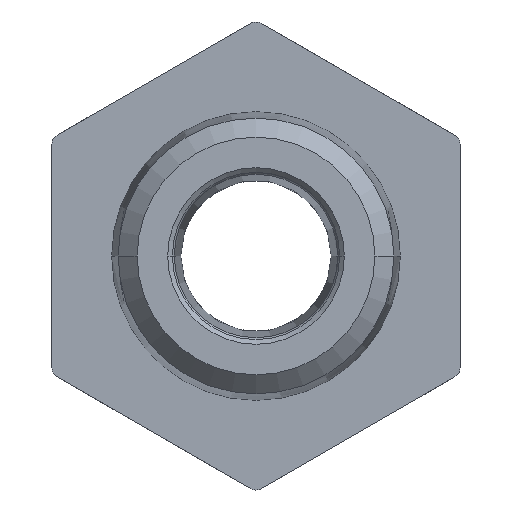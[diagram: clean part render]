
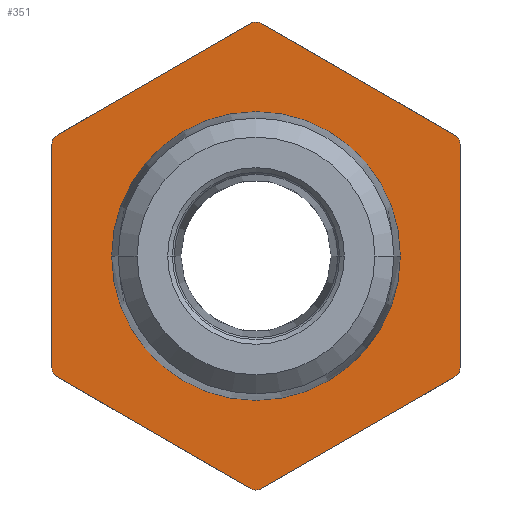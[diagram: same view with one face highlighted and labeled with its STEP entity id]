
A CAD part, front view. The second image highlights one B-rep face of the part: STEP entity #351.
In plain terms, the highlighted planar face has unit normal (0, -1, 0).
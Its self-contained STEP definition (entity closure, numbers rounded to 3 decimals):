
#351=ADVANCED_FACE('',(#805,#806),#807,.F.);
#805=FACE_OUTER_BOUND('',#1800,.T.);
#806=FACE_BOUND('',#1801,.T.);
#807=PLANE('',#1802);
#1800=EDGE_LOOP('',(#3167,#3168,#3169,#3170,#3171,#3172,#3173,#3174,#3175,#3176,#3177,#3178));
#1801=EDGE_LOOP('',(#3179,#3180));
#1802=AXIS2_PLACEMENT_3D('',#3181,#3182,#3183);
#3167=ORIENTED_EDGE('',*,*,#4296,.T.);
#3168=ORIENTED_EDGE('',*,*,#4472,.F.);
#3169=ORIENTED_EDGE('',*,*,#4473,.T.);
#3170=ORIENTED_EDGE('',*,*,#4385,.F.);
#3171=ORIENTED_EDGE('',*,*,#4474,.T.);
#3172=ORIENTED_EDGE('',*,*,#4198,.F.);
#3173=ORIENTED_EDGE('',*,*,#4345,.T.);
#3174=ORIENTED_EDGE('',*,*,#4475,.F.);
#3175=ORIENTED_EDGE('',*,*,#4476,.T.);
#3176=ORIENTED_EDGE('',*,*,#4477,.F.);
#3177=ORIENTED_EDGE('',*,*,#4478,.T.);
#3178=ORIENTED_EDGE('',*,*,#4479,.F.);
#3179=ORIENTED_EDGE('',*,*,#4480,.F.);
#3180=ORIENTED_EDGE('',*,*,#4184,.F.);
#3181=CARTESIAN_POINT('',(0.0,0.0,0.0));
#3182=DIRECTION('',(0.0,1.0,0.0));
#3183=DIRECTION('',(1.0,0.0,-0.0));
#4184=EDGE_CURVE('',#4897,#4899,#4900,.T.);
#4198=EDGE_CURVE('',#4921,#4923,#4924,.T.);
#4296=EDGE_CURVE('',#5080,#5078,#5081,.T.);
#4345=EDGE_CURVE('',#4921,#5161,#5163,.T.);
#4385=EDGE_CURVE('',#5231,#5233,#5234,.T.);
#4472=EDGE_CURVE('',#5374,#5078,#5375,.T.);
#4473=EDGE_CURVE('',#5374,#5233,#5376,.T.);
#4474=EDGE_CURVE('',#5231,#4923,#5377,.T.);
#4475=EDGE_CURVE('',#5378,#5161,#5379,.T.);
#4476=EDGE_CURVE('',#5378,#5380,#5381,.T.);
#4477=EDGE_CURVE('',#5382,#5380,#5383,.T.);
#4478=EDGE_CURVE('',#5382,#5384,#5385,.T.);
#4479=EDGE_CURVE('',#5080,#5384,#5386,.T.);
#4480=EDGE_CURVE('',#4899,#4897,#5387,.T.);
#4897=VERTEX_POINT('',#6003);
#4899=VERTEX_POINT('',#6006);
#4900=CIRCLE('',#6007,6.716);
#4921=VERTEX_POINT('',#6162);
#4923=VERTEX_POINT('',#6165);
#4924=LINE('',#6166,#6167);
#5078=VERTEX_POINT('',#6401);
#5080=VERTEX_POINT('',#6404);
#5081=CIRCLE('',#6405,0.5);
#5161=VERTEX_POINT('',#6530);
#5163=CIRCLE('',#6533,0.5);
#5231=VERTEX_POINT('',#6772);
#5233=VERTEX_POINT('',#6775);
#5234=LINE('',#6776,#6777);
#5374=VERTEX_POINT('',#7078);
#5375=LINE('',#7079,#7080);
#5376=CIRCLE('',#7081,0.5);
#5377=CIRCLE('',#7082,0.5);
#5378=VERTEX_POINT('',#7083);
#5379=LINE('',#7084,#7085);
#5380=VERTEX_POINT('',#7086);
#5381=CIRCLE('',#7087,0.5);
#5382=VERTEX_POINT('',#7088);
#5383=LINE('',#7089,#7090);
#5384=VERTEX_POINT('',#7091);
#5385=CIRCLE('',#7092,0.5);
#5386=LINE('',#7093,#7094);
#5387=CIRCLE('',#7095,6.716);
#6003=CARTESIAN_POINT('',(6.716,0.,0.));
#6006=CARTESIAN_POINT('',(-6.716,0.0,0.0));
#6007=AXIS2_PLACEMENT_3D('',#7799,#7800,#7801);
#6162=CARTESIAN_POINT('',(-9.25,0.0,5.629));
#6165=CARTESIAN_POINT('',(-0.25,0.0,10.825));
#6166=CARTESIAN_POINT('',(-9.25,0.0,5.629));
#6167=VECTOR('',#7811,10.392);
#6401=CARTESIAN_POINT('',(9.5,0.0,-5.196));
#6404=CARTESIAN_POINT('',(9.25,0.0,-5.629));
#6405=AXIS2_PLACEMENT_3D('',#7932,#7933,#7934);
#6530=CARTESIAN_POINT('',(-9.5,0.0,5.196));
#6533=AXIS2_PLACEMENT_3D('',#7996,#7997,#7998);
#6772=CARTESIAN_POINT('',(0.25,0.0,10.825));
#6775=CARTESIAN_POINT('',(9.25,0.0,5.629));
#6776=CARTESIAN_POINT('',(0.25,0.0,10.825));
#6777=VECTOR('',#8057,10.392);
#7078=CARTESIAN_POINT('',(9.5,0.0,5.196));
#7079=CARTESIAN_POINT('',(9.5,0.0,5.196));
#7080=VECTOR('',#8141,10.392);
#7081=AXIS2_PLACEMENT_3D('',#8142,#8143,#8144);
#7082=AXIS2_PLACEMENT_3D('',#8145,#8146,#8147);
#7083=CARTESIAN_POINT('',(-9.5,0.0,-5.196));
#7084=CARTESIAN_POINT('',(-9.5,0.0,-5.196));
#7085=VECTOR('',#8148,10.392);
#7086=CARTESIAN_POINT('',(-9.25,0.0,-5.629));
#7087=AXIS2_PLACEMENT_3D('',#8149,#8150,#8151);
#7088=CARTESIAN_POINT('',(-0.25,0.0,-10.825));
#7089=CARTESIAN_POINT('',(-0.25,0.0,-10.825));
#7090=VECTOR('',#8152,10.392);
#7091=CARTESIAN_POINT('',(0.25,0.0,-10.825));
#7092=AXIS2_PLACEMENT_3D('',#8153,#8154,#8155);
#7093=CARTESIAN_POINT('',(9.25,0.0,-5.629));
#7094=VECTOR('',#8156,10.392);
#7095=AXIS2_PLACEMENT_3D('',#8157,#8158,#8159);
#7799=CARTESIAN_POINT('',(0.0,0.,0.0));
#7800=DIRECTION('',(0.0,-1.0,0.0));
#7801=DIRECTION('',(1.0,0.0,0.0));
#7811=DIRECTION('',(0.866,0.0,0.5));
#7932=CARTESIAN_POINT('',(9.0,0.0,-5.196));
#7933=DIRECTION('',(0.0,-1.0,0.0));
#7934=DIRECTION('',(0.5,0.0,-0.866));
#7996=CARTESIAN_POINT('',(-9.0,0.0,5.196));
#7997=DIRECTION('',(0.0,-1.0,0.0));
#7998=DIRECTION('',(-0.5,0.0,0.866));
#8057=DIRECTION('',(0.866,0.0,-0.5));
#8141=DIRECTION('',(0.0,0.0,-1.0));
#8142=CARTESIAN_POINT('',(9.0,0.0,5.196));
#8143=DIRECTION('',(0.0,-1.0,0.0));
#8144=DIRECTION('',(1.0,0.0,0.0));
#8145=CARTESIAN_POINT('',(0.0,0.0,10.392));
#8146=DIRECTION('',(0.0,-1.0,0.0));
#8147=DIRECTION('',(0.5,0.0,0.866));
#8148=DIRECTION('',(0.0,0.0,1.0));
#8149=CARTESIAN_POINT('',(-9.0,0.0,-5.196));
#8150=DIRECTION('',(0.0,-1.0,0.0));
#8151=DIRECTION('',(-1.0,0.0,0.0));
#8152=DIRECTION('',(-0.866,0.0,0.5));
#8153=CARTESIAN_POINT('',(0.0,0.0,-10.392));
#8154=DIRECTION('',(0.0,-1.0,-0.0));
#8155=DIRECTION('',(-0.5,0.0,-0.866));
#8156=DIRECTION('',(-0.866,0.0,-0.5));
#8157=CARTESIAN_POINT('',(0.0,0.,0.0));
#8158=DIRECTION('',(0.0,-1.0,0.0));
#8159=DIRECTION('',(1.0,0.0,0.0));
